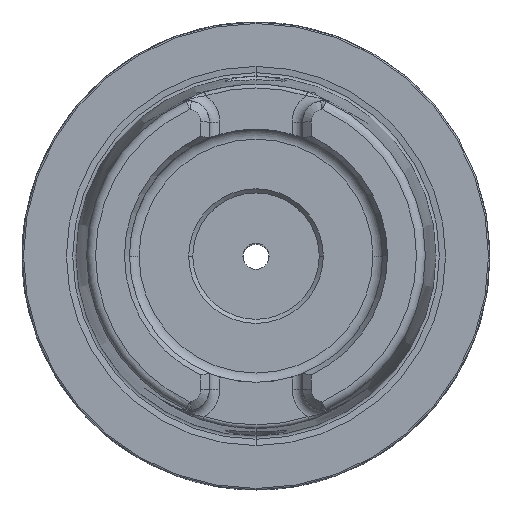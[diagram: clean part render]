
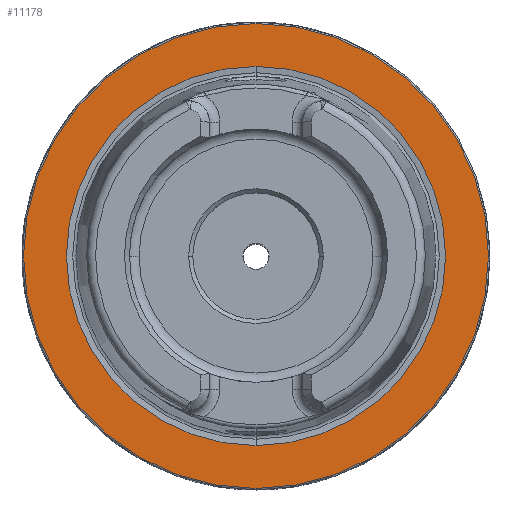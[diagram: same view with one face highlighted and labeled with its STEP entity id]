
A CAD part, top view. The second image highlights one B-rep face of the part: STEP entity #11178.
In plain terms, the highlighted planar face has unit normal (0, 0, 1).
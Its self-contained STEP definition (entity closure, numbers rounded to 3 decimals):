
#314 = AXIS2_PLACEMENT_3D ( 'NONE', #11291, #11264, #11245 ) ;
#1608 = CIRCLE ( 'NONE', #314, 25.5 ) ;
#2269 = EDGE_CURVE ( 'NONE', #8138, #5177, #12252, .T. ) ;
#2540 = CARTESIAN_POINT ( 'NONE',  ( 0., -25.5, 0. ) ) ;
#2886 = EDGE_CURVE ( 'NONE', #5177, #8138, #4610, .T. ) ;
#2997 = EDGE_CURVE ( 'NONE', #9408, #5007, #4623, .T. ) ;
#3054 = DIRECTION ( 'NONE',  ( 0., -1., 0. ) ) ;
#3611 = PLANE ( 'NONE',  #10922 ) ;
#4610 = CIRCLE ( 'NONE', #6559, 31.27 ) ;
#4623 = CIRCLE ( 'NONE', #6410, 25.5 ) ;
#5007 = VERTEX_POINT ( 'NONE', #2540 ) ;
#5177 = VERTEX_POINT ( 'NONE', #8344 ) ;
#6164 = FACE_OUTER_BOUND ( 'NONE', #8415, .T. ) ;
#6289 = FACE_BOUND ( 'NONE', #6669, .T. ) ;
#6410 = AXIS2_PLACEMENT_3D ( 'NONE', #11631, #11068, #11001 ) ;
#6460 = ORIENTED_EDGE ( 'NONE', *, *, #2269, .T. ) ;
#6559 = AXIS2_PLACEMENT_3D ( 'NONE', #8903, #8421, #8741 ) ;
#6582 = CARTESIAN_POINT ( 'NONE',  ( 0., -31.27, 0. ) ) ;
#6669 = EDGE_LOOP ( 'NONE', ( #9726, #11646 ) ) ;
#6977 = AXIS2_PLACEMENT_3D ( 'NONE', #12063, #12015, #11880 ) ;
#8138 = VERTEX_POINT ( 'NONE', #6582 ) ;
#8344 = CARTESIAN_POINT ( 'NONE',  ( 0., 31.27, 0. ) ) ;
#8415 = EDGE_LOOP ( 'NONE', ( #6460, #9458 ) ) ;
#8421 = DIRECTION ( 'NONE',  ( 0., 0., 1. ) ) ;
#8741 = DIRECTION ( 'NONE',  ( 0., -1., 0. ) ) ;
#8903 = CARTESIAN_POINT ( 'NONE',  ( 0., 0., 0. ) ) ;
#9399 = EDGE_CURVE ( 'NONE', #5007, #9408, #1608, .T. ) ;
#9408 = VERTEX_POINT ( 'NONE', #11309 ) ;
#9458 = ORIENTED_EDGE ( 'NONE', *, *, #2886, .T. ) ;
#9726 = ORIENTED_EDGE ( 'NONE', *, *, #9399, .T. ) ;
#10262 = DIRECTION ( 'NONE',  ( 0., 0., 1. ) ) ;
#10922 = AXIS2_PLACEMENT_3D ( 'NONE', #12105, #10262, #3054 ) ;
#11001 = DIRECTION ( 'NONE',  ( 0., 1., 0. ) ) ;
#11068 = DIRECTION ( 'NONE',  ( 0., 0., -1. ) ) ;
#11178 = ADVANCED_FACE ( 'NONE', ( #6164, #6289 ), #3611, .T. ) ;
#11245 = DIRECTION ( 'NONE',  ( 0., 1., 0. ) ) ;
#11264 = DIRECTION ( 'NONE',  ( 0., 0., -1. ) ) ;
#11291 = CARTESIAN_POINT ( 'NONE',  ( 0., 0., 0. ) ) ;
#11309 = CARTESIAN_POINT ( 'NONE',  ( 0., 25.5, 0. ) ) ;
#11631 = CARTESIAN_POINT ( 'NONE',  ( 0., 0., 0. ) ) ;
#11646 = ORIENTED_EDGE ( 'NONE', *, *, #2997, .T. ) ;
#11880 = DIRECTION ( 'NONE',  ( 0., -1., 0. ) ) ;
#12015 = DIRECTION ( 'NONE',  ( 0., 0., 1. ) ) ;
#12063 = CARTESIAN_POINT ( 'NONE',  ( 0., 0., 0. ) ) ;
#12105 = CARTESIAN_POINT ( 'NONE',  ( 0., 31.47, 0. ) ) ;
#12252 = CIRCLE ( 'NONE', #6977, 31.27 ) ;
